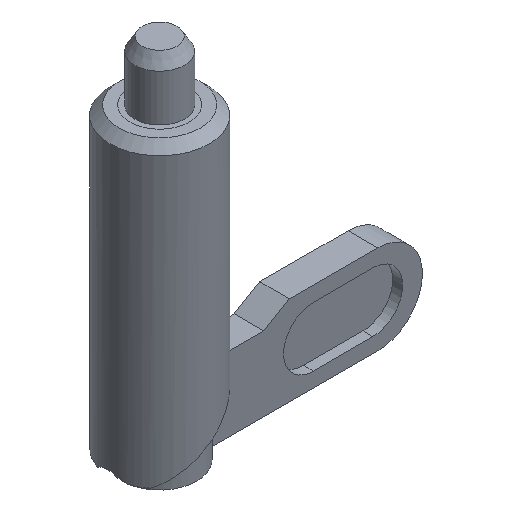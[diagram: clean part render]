
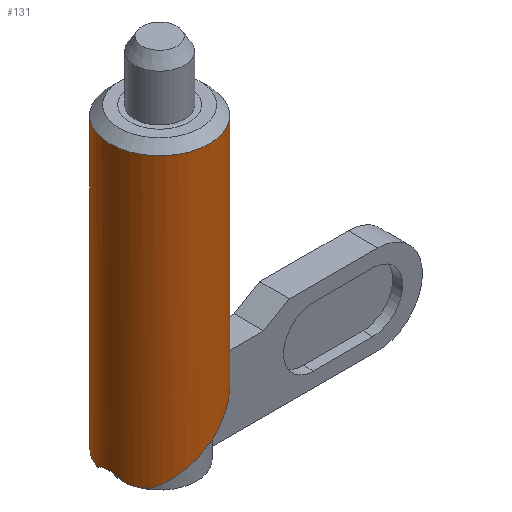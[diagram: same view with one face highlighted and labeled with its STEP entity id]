
A CAD part, isometric view. The second image highlights one B-rep face of the part: STEP entity #131.
In plain terms, the highlighted cylindrical face has radius 5 mm (diameter 10 mm), a full revolution.
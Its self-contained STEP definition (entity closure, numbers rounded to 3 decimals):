
#131 = ADVANCED_FACE( '', ( #263, #264 ), #265, .T. );
#263 = FACE_OUTER_BOUND( '', #412, .T. );
#264 = FACE_OUTER_BOUND( '', #413, .T. );
#265 = CYLINDRICAL_SURFACE( '', #414, 5. );
#412 = EDGE_LOOP( '', ( #605 ) );
#413 = EDGE_LOOP( '', ( #606, #607, #608, #609 ) );
#414 = AXIS2_PLACEMENT_3D( '', #610, #611, #612 );
#605 = ORIENTED_EDGE( '', *, *, #858, .F. );
#606 = ORIENTED_EDGE( '', *, *, #859, .T. );
#607 = ORIENTED_EDGE( '', *, *, #860, .T. );
#608 = ORIENTED_EDGE( '', *, *, #861, .T. );
#609 = ORIENTED_EDGE( '', *, *, #818, .F. );
#610 = CARTESIAN_POINT( '', ( 0., 0., 0. ) );
#611 = DIRECTION( '', ( 0., 1., 0. ) );
#612 = DIRECTION( '', ( 0., 0., -1. ) );
#818 = EDGE_CURVE( '', #939, #941, #942, .T. );
#858 = EDGE_CURVE( '', #1000, #1000, #1001, .T. );
#859 = EDGE_CURVE( '', #939, #1002, #1003, .T. );
#860 = EDGE_CURVE( '', #1002, #1004, #1005, .T. );
#861 = EDGE_CURVE( '', #1004, #941, #1006, .T. );
#939 = VERTEX_POINT( '', #1106 );
#941 = VERTEX_POINT( '', #1109 );
#942 = ELLIPSE( '', #1110, 6.18, 5. );
#1000 = VERTEX_POINT( '', #1211 );
#1001 = CIRCLE( '', #1212, 5. );
#1002 = VERTEX_POINT( '', #1213 );
#1003 = CIRCLE( '', #1214, 5. );
#1004 = VERTEX_POINT( '', #1215 );
#1005 = B_SPLINE_CURVE_WITH_KNOTS( '', 3, ( #1216, #1217, #1218, #1219, #1220, #1221, #1222, #1223, #1224, #1225 ), .UNSPECIFIED., .F., .F., ( 4, 2, 2, 2, 4 ), ( 0., 0.001, 0.002, 0.002, 0.003 ), .UNSPECIFIED. );
#1006 = CIRCLE( '', #1226, 5. );
#1106 = CARTESIAN_POINT( '', ( -4., 30., 3. ) );
#1109 = CARTESIAN_POINT( '', ( -4., 30., -3. ) );
#1110 = AXIS2_PLACEMENT_3D( '', #1337, #1338, #1339 );
#1211 = CARTESIAN_POINT( '', ( 0., 0.92, -5. ) );
#1212 = AXIS2_PLACEMENT_3D( '', #1386, #1387, #1388 );
#1213 = CARTESIAN_POINT( '', ( -4.77, 30., 1.5 ) );
#1214 = AXIS2_PLACEMENT_3D( '', #1389, #1390, #1391 );
#1215 = CARTESIAN_POINT( '', ( -4.77, 30., -1.5 ) );
#1216 = CARTESIAN_POINT( '', ( -4.77, 30., 1.5 ) );
#1217 = CARTESIAN_POINT( '', ( -4.837, 29.841, 1.287 ) );
#1218 = CARTESIAN_POINT( '', ( -4.895, 29.717, 1.054 ) );
#1219 = CARTESIAN_POINT( '', ( -4.978, 29.544, 0.54 ) );
#1220 = CARTESIAN_POINT( '', ( -5., 29.5, 0.275 ) );
#1221 = CARTESIAN_POINT( '', ( -5., 29.5, -0.274 ) );
#1222 = CARTESIAN_POINT( '', ( -4.977, 29.544, -0.542 ) );
#1223 = CARTESIAN_POINT( '', ( -4.894, 29.717, -1.054 ) );
#1224 = CARTESIAN_POINT( '', ( -4.837, 29.841, -1.287 ) );
#1225 = CARTESIAN_POINT( '', ( -4.77, 30., -1.5 ) );
#1226 = AXIS2_PLACEMENT_3D( '', #1392, #1393, #1394 );
#1337 = CARTESIAN_POINT( '', ( 0., 27.094, 0. ) );
#1338 = DIRECTION( '', ( 0.588, 0.809, 0. ) );
#1339 = DIRECTION( '', ( 0.809, -0.588, 0. ) );
#1386 = CARTESIAN_POINT( '', ( 0., 0.92, 0. ) );
#1387 = DIRECTION( '', ( 0., -1., 0. ) );
#1388 = DIRECTION( '', ( 0., 0., -1. ) );
#1389 = CARTESIAN_POINT( '', ( 0., 30., 0. ) );
#1390 = DIRECTION( '', ( 0., -1., 0. ) );
#1391 = DIRECTION( '', ( 0., 0., -1. ) );
#1392 = CARTESIAN_POINT( '', ( 0., 30., 0. ) );
#1393 = DIRECTION( '', ( 0., -1., 0. ) );
#1394 = DIRECTION( '', ( 0., 0., -1. ) );
